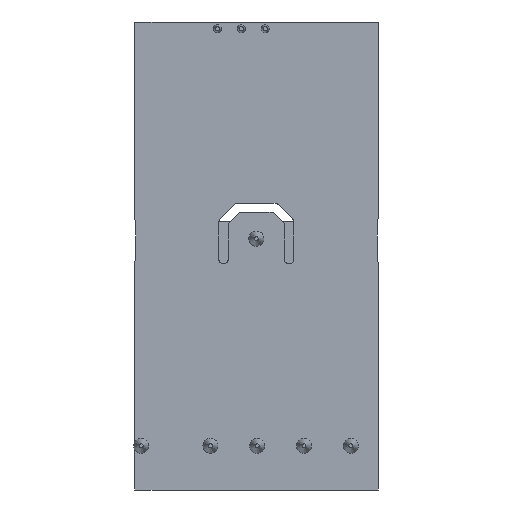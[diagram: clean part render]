
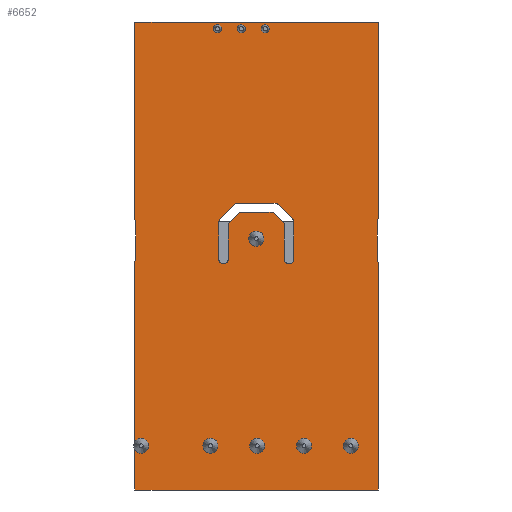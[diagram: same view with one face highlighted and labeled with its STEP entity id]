
A CAD part, front view. The second image highlights one B-rep face of the part: STEP entity #6652.
In plain terms, the highlighted planar face has unit normal (0, -1, 0).
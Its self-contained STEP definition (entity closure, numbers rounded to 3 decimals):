
#71=FACE_BOUND('',#1333,.T.);
#147=CIRCLE('',#7169,0.5);
#150=CIRCLE('',#7173,0.5);
#151=CIRCLE('',#7175,0.5);
#152=CIRCLE('',#7176,0.5);
#153=CIRCLE('',#7177,0.5);
#154=CIRCLE('',#7178,0.5);
#155=CIRCLE('',#7179,0.5);
#156=CIRCLE('',#7180,0.5);
#157=CIRCLE('',#7181,0.5);
#158=CIRCLE('',#7182,0.5);
#941=FACE_OUTER_BOUND('',#1332,.T.);
#1332=EDGE_LOOP('',(#5734,#5735,#5736,#5737,#5738,#5739,#5740,#5741,#5742,
#5743,#5744,#5745));
#1333=EDGE_LOOP('',(#5746,#5747,#5748,#5749,#5750,#5751,#5752,#5753,#5754,
#5755,#5756,#5757,#5758,#5759,#5760,#5761));
#2044=LINE('',#10575,#2771);
#2046=LINE('',#10581,#2773);
#2051=LINE('',#10599,#2778);
#2052=LINE('',#10601,#2779);
#2053=LINE('',#10605,#2780);
#2054=LINE('',#10609,#2781);
#2055=LINE('',#10610,#2782);
#2056=LINE('',#10611,#2783);
#2057=LINE('',#10614,#2784);
#2058=LINE('',#10618,#2785);
#2059=LINE('',#10622,#2786);
#2060=LINE('',#10626,#2787);
#2061=LINE('',#10630,#2788);
#2062=LINE('',#10634,#2789);
#2063=LINE('',#10636,#2790);
#2064=LINE('',#10638,#2791);
#2065=LINE('',#10640,#2792);
#2066=LINE('',#10642,#2793);
#2771=VECTOR('',#8740,10.);
#2773=VECTOR('',#8744,10.);
#2778=VECTOR('',#8763,10.);
#2779=VECTOR('',#8764,10.);
#2780=VECTOR('',#8767,1000.);
#2781=VECTOR('',#8770,10.);
#2782=VECTOR('',#8771,10.);
#2783=VECTOR('',#8772,1000.);
#2784=VECTOR('',#8773,1000.);
#2785=VECTOR('',#8776,1000.);
#2786=VECTOR('',#8779,1000.);
#2787=VECTOR('',#8782,1000.);
#2788=VECTOR('',#8785,1000.);
#2789=VECTOR('',#8788,1000.);
#2790=VECTOR('',#8789,1000.);
#2791=VECTOR('',#8790,1000.);
#2792=VECTOR('',#8791,1000.);
#2793=VECTOR('',#8792,1000.);
#3314=VERTEX_POINT('',#10569);
#3316=VERTEX_POINT('',#10573);
#3317=VERTEX_POINT('',#10577);
#3319=VERTEX_POINT('',#10580);
#3321=VERTEX_POINT('',#10586);
#3324=VERTEX_POINT('',#10594);
#3325=VERTEX_POINT('',#10598);
#3326=VERTEX_POINT('',#10600);
#3327=VERTEX_POINT('',#10602);
#3328=VERTEX_POINT('',#10604);
#3329=VERTEX_POINT('',#10606);
#3330=VERTEX_POINT('',#10608);
#3331=VERTEX_POINT('',#10612);
#3332=VERTEX_POINT('',#10613);
#3333=VERTEX_POINT('',#10615);
#3334=VERTEX_POINT('',#10617);
#3335=VERTEX_POINT('',#10619);
#3336=VERTEX_POINT('',#10621);
#3337=VERTEX_POINT('',#10623);
#3338=VERTEX_POINT('',#10625);
#3339=VERTEX_POINT('',#10627);
#3340=VERTEX_POINT('',#10629);
#3341=VERTEX_POINT('',#10631);
#3342=VERTEX_POINT('',#10633);
#3343=VERTEX_POINT('',#10635);
#3344=VERTEX_POINT('',#10637);
#3345=VERTEX_POINT('',#10639);
#3346=VERTEX_POINT('',#10641);
#4136=EDGE_CURVE('',#3314,#3316,#2044,.T.);
#4138=EDGE_CURVE('',#3319,#3317,#2046,.T.);
#4141=EDGE_CURVE('',#3321,#3319,#147,.T.);
#4146=EDGE_CURVE('',#3316,#3324,#150,.T.);
#4147=EDGE_CURVE('',#3325,#3317,#2051,.T.);
#4148=EDGE_CURVE('',#3325,#3326,#2052,.T.);
#4149=EDGE_CURVE('',#3327,#3326,#151,.T.);
#4150=EDGE_CURVE('',#3327,#3328,#2053,.T.);
#4151=EDGE_CURVE('',#3329,#3328,#152,.T.);
#4152=EDGE_CURVE('',#3329,#3330,#2054,.T.);
#4153=EDGE_CURVE('',#3314,#3330,#2055,.T.);
#4154=EDGE_CURVE('',#3321,#3324,#2056,.T.);
#4155=EDGE_CURVE('',#3331,#3332,#2057,.T.);
#4156=EDGE_CURVE('',#3331,#3333,#153,.T.);
#4157=EDGE_CURVE('',#3334,#3333,#2058,.T.);
#4158=EDGE_CURVE('',#3334,#3335,#154,.T.);
#4159=EDGE_CURVE('',#3335,#3336,#2059,.T.);
#4160=EDGE_CURVE('',#3337,#3336,#155,.T.);
#4161=EDGE_CURVE('',#3337,#3338,#2060,.T.);
#4162=EDGE_CURVE('',#3339,#3338,#156,.T.);
#4163=EDGE_CURVE('',#3339,#3340,#2061,.T.);
#4164=EDGE_CURVE('',#3341,#3340,#157,.T.);
#4165=EDGE_CURVE('',#3342,#3341,#2062,.T.);
#4166=EDGE_CURVE('',#3343,#3342,#2063,.T.);
#4167=EDGE_CURVE('',#3344,#3343,#2064,.T.);
#4168=EDGE_CURVE('',#3344,#3345,#2065,.T.);
#4169=EDGE_CURVE('',#3345,#3346,#2066,.T.);
#4170=EDGE_CURVE('',#3346,#3332,#158,.T.);
#5734=ORIENTED_EDGE('',*,*,#4138,.T.);
#5735=ORIENTED_EDGE('',*,*,#4147,.F.);
#5736=ORIENTED_EDGE('',*,*,#4148,.T.);
#5737=ORIENTED_EDGE('',*,*,#4149,.F.);
#5738=ORIENTED_EDGE('',*,*,#4150,.T.);
#5739=ORIENTED_EDGE('',*,*,#4151,.F.);
#5740=ORIENTED_EDGE('',*,*,#4152,.T.);
#5741=ORIENTED_EDGE('',*,*,#4153,.F.);
#5742=ORIENTED_EDGE('',*,*,#4136,.T.);
#5743=ORIENTED_EDGE('',*,*,#4146,.T.);
#5744=ORIENTED_EDGE('',*,*,#4154,.F.);
#5745=ORIENTED_EDGE('',*,*,#4141,.T.);
#5746=ORIENTED_EDGE('',*,*,#4155,.F.);
#5747=ORIENTED_EDGE('',*,*,#4156,.T.);
#5748=ORIENTED_EDGE('',*,*,#4157,.F.);
#5749=ORIENTED_EDGE('',*,*,#4158,.T.);
#5750=ORIENTED_EDGE('',*,*,#4159,.T.);
#5751=ORIENTED_EDGE('',*,*,#4160,.F.);
#5752=ORIENTED_EDGE('',*,*,#4161,.T.);
#5753=ORIENTED_EDGE('',*,*,#4162,.F.);
#5754=ORIENTED_EDGE('',*,*,#4163,.T.);
#5755=ORIENTED_EDGE('',*,*,#4164,.F.);
#5756=ORIENTED_EDGE('',*,*,#4165,.F.);
#5757=ORIENTED_EDGE('',*,*,#4166,.F.);
#5758=ORIENTED_EDGE('',*,*,#4167,.F.);
#5759=ORIENTED_EDGE('',*,*,#4168,.T.);
#5760=ORIENTED_EDGE('',*,*,#4169,.T.);
#5761=ORIENTED_EDGE('',*,*,#4170,.T.);
#6285=PLANE('',#7174);
#6652=ADVANCED_FACE('',(#941,#71),#6285,.F.);
#7169=AXIS2_PLACEMENT_3D('',#10587,#8749,#8750);
#7173=AXIS2_PLACEMENT_3D('',#10596,#8759,#8760);
#7174=AXIS2_PLACEMENT_3D('',#10597,#8761,#8762);
#7175=AXIS2_PLACEMENT_3D('',#10603,#8765,#8766);
#7176=AXIS2_PLACEMENT_3D('',#10607,#8768,#8769);
#7177=AXIS2_PLACEMENT_3D('',#10616,#8774,#8775);
#7178=AXIS2_PLACEMENT_3D('',#10620,#8777,#8778);
#7179=AXIS2_PLACEMENT_3D('',#10624,#8780,#8781);
#7180=AXIS2_PLACEMENT_3D('',#10628,#8783,#8784);
#7181=AXIS2_PLACEMENT_3D('',#10632,#8786,#8787);
#7182=AXIS2_PLACEMENT_3D('',#10643,#8793,#8794);
#8740=DIRECTION('',(0.,0.,1.));
#8744=DIRECTION('',(0.,0.,1.));
#8749=DIRECTION('center_axis',(0.,1.,0.));
#8750=DIRECTION('ref_axis',(0.,0.,1.));
#8759=DIRECTION('center_axis',(0.,1.,0.));
#8760=DIRECTION('ref_axis',(0.,0.,1.));
#8761=DIRECTION('center_axis',(0.,1.,0.));
#8762=DIRECTION('ref_axis',(0.,0.,1.));
#8763=DIRECTION('',(1.,0.,0.));
#8764=DIRECTION('',(0.,0.,-1.));
#8765=DIRECTION('center_axis',(0.,-1.,0.));
#8766=DIRECTION('ref_axis',(0.,0.,1.));
#8767=DIRECTION('',(0.,0.,-1.));
#8768=DIRECTION('center_axis',(0.,-1.,0.));
#8769=DIRECTION('ref_axis',(0.,0.,1.));
#8770=DIRECTION('',(0.,0.,-1.));
#8771=DIRECTION('',(-1.,0.,0.));
#8772=DIRECTION('',(0.,0.,-1.));
#8773=DIRECTION('',(0.,0.,-1.));
#8774=DIRECTION('center_axis',(0.,1.,0.));
#8775=DIRECTION('ref_axis',(0.,0.,1.));
#8776=DIRECTION('',(-0.707,0.,-0.707));
#8777=DIRECTION('center_axis',(0.,1.,0.));
#8778=DIRECTION('ref_axis',(0.,0.,1.));
#8779=DIRECTION('',(1.,0.,0.));
#8780=DIRECTION('center_axis',(0.,-1.,0.));
#8781=DIRECTION('ref_axis',(0.,0.,1.));
#8782=DIRECTION('',(0.707,0.,-0.707));
#8783=DIRECTION('center_axis',(0.,-1.,0.));
#8784=DIRECTION('ref_axis',(0.,0.,1.));
#8785=DIRECTION('',(0.,0.,-1.));
#8786=DIRECTION('center_axis',(0.,-1.,0.));
#8787=DIRECTION('ref_axis',(0.,0.,1.));
#8788=DIRECTION('',(0.,0.,-1.));
#8789=DIRECTION('',(0.707,0.,-0.707));
#8790=DIRECTION('',(1.,0.,0.));
#8791=DIRECTION('',(-0.707,0.,-0.707));
#8792=DIRECTION('',(0.,0.,-1.));
#8793=DIRECTION('center_axis',(0.,1.,0.));
#8794=DIRECTION('ref_axis',(0.,0.,1.));
#10569=CARTESIAN_POINT('',(37.215,0.,-25.));
#10573=CARTESIAN_POINT('',(37.215,0.,-0.697));
#10575=CARTESIAN_POINT('',(37.215,0.,13.25));
#10577=CARTESIAN_POINT('',(37.215,0.,25.));
#10580=CARTESIAN_POINT('',(37.215,0.,3.997));
#10581=CARTESIAN_POINT('',(37.215,0.,13.25));
#10586=CARTESIAN_POINT('',(37.075,0.,3.65));
#10587=CARTESIAN_POINT('Origin',(37.575,0.,3.65));
#10594=CARTESIAN_POINT('',(37.075,0.,-0.35));
#10596=CARTESIAN_POINT('Origin',(37.575,0.,-0.35));
#10597=CARTESIAN_POINT('Origin',(51.5,0.,26.5));
#10598=CARTESIAN_POINT('',(11.215,0.,25.));
#10599=CARTESIAN_POINT('',(0.,0.,25.));
#10600=CARTESIAN_POINT('',(11.215,0.,3.887));
#10601=CARTESIAN_POINT('',(11.215,0.,13.25));
#10602=CARTESIAN_POINT('',(11.275,0.,3.65));
#10603=CARTESIAN_POINT('Origin',(10.775,0.,3.65));
#10604=CARTESIAN_POINT('',(11.275,0.,-0.35));
#10605=CARTESIAN_POINT('',(11.275,0.,0.));
#10606=CARTESIAN_POINT('',(11.215,0.,-0.587));
#10607=CARTESIAN_POINT('Origin',(10.775,0.,-0.35));
#10608=CARTESIAN_POINT('',(11.215,0.,-25.));
#10609=CARTESIAN_POINT('',(11.215,0.,13.25));
#10610=CARTESIAN_POINT('',(0.,0.,-25.));
#10611=CARTESIAN_POINT('',(37.075,0.,0.));
#10612=CARTESIAN_POINT('',(20.175,0.,3.65));
#10613=CARTESIAN_POINT('',(20.175,0.,-0.35));
#10614=CARTESIAN_POINT('',(20.175,0.,0.));
#10615=CARTESIAN_POINT('',(20.321,0.,4.004));
#10616=CARTESIAN_POINT('Origin',(20.675,0.,3.65));
#10617=CARTESIAN_POINT('',(21.821,0.,5.504));
#10618=CARTESIAN_POINT('',(41.959,0.,25.641));
#10619=CARTESIAN_POINT('',(22.175,0.,5.65));
#10620=CARTESIAN_POINT('Origin',(22.175,0.,5.15));
#10621=CARTESIAN_POINT('',(26.175,0.,5.65));
#10622=CARTESIAN_POINT('',(67.6,0.,5.65));
#10623=CARTESIAN_POINT('',(26.529,0.,5.504));
#10624=CARTESIAN_POINT('Origin',(26.175,0.,5.15));
#10625=CARTESIAN_POINT('',(28.029,0.,4.004));
#10626=CARTESIAN_POINT('',(49.816,0.,-17.784));
#10627=CARTESIAN_POINT('',(28.175,0.,3.65));
#10628=CARTESIAN_POINT('Origin',(27.675,0.,3.65));
#10629=CARTESIAN_POINT('',(28.175,0.,-0.35));
#10630=CARTESIAN_POINT('',(28.175,0.,0.));
#10631=CARTESIAN_POINT('',(27.175,0.,-0.35));
#10632=CARTESIAN_POINT('Origin',(27.675,0.,-0.35));
#10633=CARTESIAN_POINT('',(27.175,0.,3.443));
#10634=CARTESIAN_POINT('',(27.175,0.,0.));
#10635=CARTESIAN_POINT('',(25.968,0.,4.65));
#10636=CARTESIAN_POINT('',(49.109,0.,-18.491));
#10637=CARTESIAN_POINT('',(22.382,0.,4.65));
#10638=CARTESIAN_POINT('',(67.6,0.,4.65));
#10639=CARTESIAN_POINT('',(21.175,0.,3.443));
#10640=CARTESIAN_POINT('',(42.666,0.,24.934));
#10641=CARTESIAN_POINT('',(21.175,0.,-0.35));
#10642=CARTESIAN_POINT('',(21.175,0.,0.));
#10643=CARTESIAN_POINT('Origin',(20.675,0.,-0.35));
